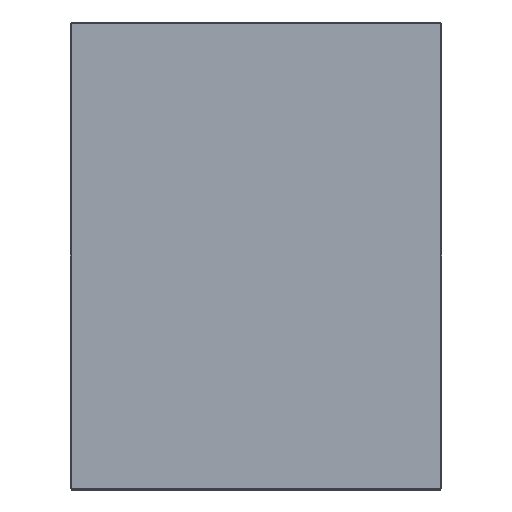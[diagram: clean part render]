
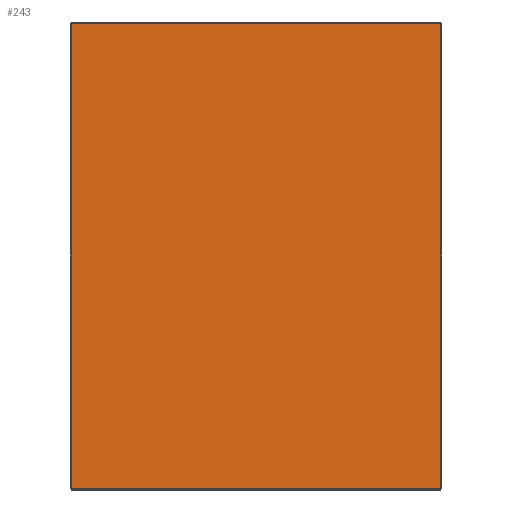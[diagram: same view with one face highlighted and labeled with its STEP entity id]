
A CAD part, front view. The second image highlights one B-rep face of the part: STEP entity #243.
In plain terms, the highlighted planar face has unit normal (0, -1, 0).
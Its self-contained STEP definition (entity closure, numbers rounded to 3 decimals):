
#204=CARTESIAN_POINT('',(-295.,0.0,371.25));
#205=DIRECTION('',(0.0,-1.0,0.0));
#206=DIRECTION('',(0.0,0.0,-1.0));
#207=AXIS2_PLACEMENT_3D('',#204,#205,#206);
#208=PLANE('',#207);
#209=CARTESIAN_POINT('',(-292.763,0.,369.013));
#210=VERTEX_POINT('',#209);
#211=CARTESIAN_POINT('',(292.763,0.,369.013));
#212=VERTEX_POINT('',#211);
#213=CARTESIAN_POINT('',(-292.763,0.,369.013));
#214=DIRECTION('',(1.0,0.0,0.0));
#215=VECTOR('',#214,585.527);
#216=LINE('',#213,#215);
#217=EDGE_CURVE('',#210,#212,#216,.T.);
#218=ORIENTED_EDGE('',*,*,#217,.F.);
#219=CARTESIAN_POINT('',(-292.763,0.,-369.013));
#220=VERTEX_POINT('',#219);
#221=CARTESIAN_POINT('',(-292.763,0.,-369.013));
#222=DIRECTION('',(0.0,0.0,1.0));
#223=VECTOR('',#222,738.027);
#224=LINE('',#221,#223);
#225=EDGE_CURVE('',#220,#210,#224,.T.);
#226=ORIENTED_EDGE('',*,*,#225,.F.);
#227=CARTESIAN_POINT('',(292.763,0.,-369.013));
#228=VERTEX_POINT('',#227);
#229=CARTESIAN_POINT('',(292.763,0.,-369.013));
#230=DIRECTION('',(-1.0,0.0,0.0));
#231=VECTOR('',#230,585.527);
#232=LINE('',#229,#231);
#233=EDGE_CURVE('',#228,#220,#232,.T.);
#234=ORIENTED_EDGE('',*,*,#233,.F.);
#235=CARTESIAN_POINT('',(292.763,0.,369.013));
#236=DIRECTION('',(0.0,0.0,-1.0));
#237=VECTOR('',#236,738.027);
#238=LINE('',#235,#237);
#239=EDGE_CURVE('',#212,#228,#238,.T.);
#240=ORIENTED_EDGE('',*,*,#239,.F.);
#241=EDGE_LOOP('',(#218,#226,#234,#240));
#242=FACE_OUTER_BOUND('',#241,.T.);
#243=ADVANCED_FACE('',(#242),#208,.T.);
